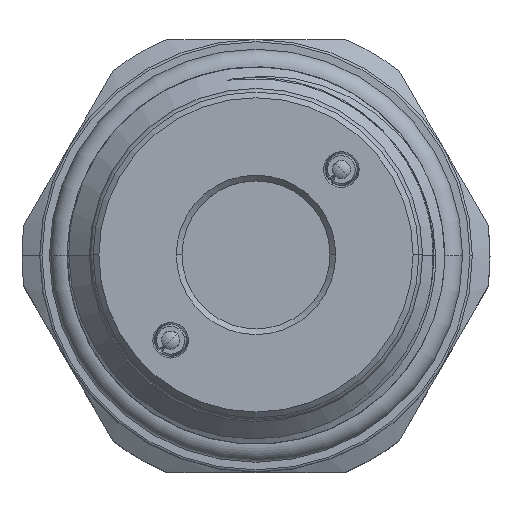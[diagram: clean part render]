
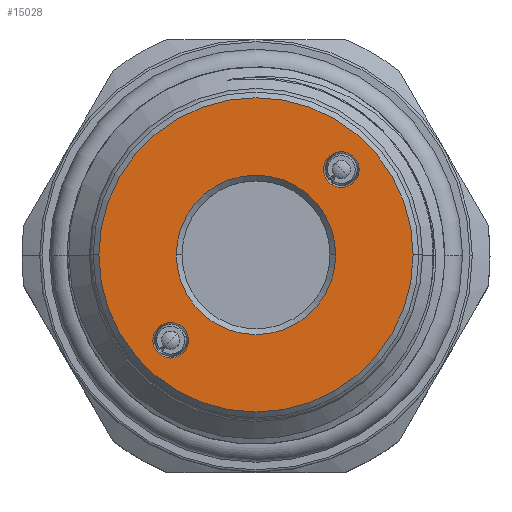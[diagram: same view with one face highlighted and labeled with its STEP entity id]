
A CAD part, top view. The second image highlights one B-rep face of the part: STEP entity #15028.
In plain terms, the highlighted planar face has unit normal (0, 0, 1).
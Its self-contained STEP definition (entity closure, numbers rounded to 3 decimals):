
#19 = CIRCLE ( 'NONE', #6851, 1.561 ) ;
#296 = DIRECTION ( 'NONE',  ( 0., 0., -1. ) ) ;
#389 = DIRECTION ( 'NONE',  ( 0., -1., 0. ) ) ;
#599 = ORIENTED_EDGE ( 'NONE', *, *, #11132, .T. ) ;
#777 = EDGE_CURVE ( 'NONE', #8472, #16985, #11068, .T. ) ;
#879 = CARTESIAN_POINT ( 'NONE',  ( -7.495, -5.935, 0. ) ) ;
#1053 = VERTEX_POINT ( 'NONE', #4482 ) ;
#1438 = VERTEX_POINT ( 'NONE', #10696 ) ;
#1522 = CARTESIAN_POINT ( 'NONE',  ( 0., 0., 0. ) ) ;
#1539 = FACE_BOUND ( 'NONE', #6498, .T. ) ;
#1719 = AXIS2_PLACEMENT_3D ( 'NONE', #16030, #10642, #7901 ) ;
#1942 = CARTESIAN_POINT ( 'NONE',  ( 7.495, 7.495, 0. ) ) ;
#2160 = DIRECTION ( 'NONE',  ( 0., 1., 0. ) ) ;
#2466 = CARTESIAN_POINT ( 'NONE',  ( -7., 0., 0. ) ) ;
#2620 = ORIENTED_EDGE ( 'NONE', *, *, #4779, .T. ) ;
#2947 = CARTESIAN_POINT ( 'NONE',  ( 0., 0., 0. ) ) ;
#3741 = EDGE_CURVE ( 'NONE', #8913, #12261, #9495, .T. ) ;
#4458 = DIRECTION ( 'NONE',  ( 0., 0., -1. ) ) ;
#4482 = CARTESIAN_POINT ( 'NONE',  ( -7.495, -9.056, 0. ) ) ;
#4779 = EDGE_CURVE ( 'NONE', #1053, #9496, #19, .T. ) ;
#4863 = ORIENTED_EDGE ( 'NONE', *, *, #7965, .T. ) ;
#4923 = EDGE_CURVE ( 'NONE', #5832, #1438, #17165, .T. ) ;
#5394 = CARTESIAN_POINT ( 'NONE',  ( 7., 0., 0. ) ) ;
#5529 = FACE_OUTER_BOUND ( 'NONE', #10557, .T. ) ;
#5804 = AXIS2_PLACEMENT_3D ( 'NONE', #10914, #296, #8292 ) ;
#5832 = VERTEX_POINT ( 'NONE', #8983 ) ;
#6135 = DIRECTION ( 'NONE',  ( 1., 0., 0. ) ) ;
#6387 = AXIS2_PLACEMENT_3D ( 'NONE', #14461, #15757, #2160 ) ;
#6498 = EDGE_LOOP ( 'NONE', ( #16719, #14600 ) ) ;
#6544 = AXIS2_PLACEMENT_3D ( 'NONE', #1942, #15387, #12851 ) ;
#6851 = AXIS2_PLACEMENT_3D ( 'NONE', #15243, #4458, #389 ) ;
#6870 = AXIS2_PLACEMENT_3D ( 'NONE', #13911, #12770, #15470 ) ;
#7453 = EDGE_CURVE ( 'NONE', #1438, #5832, #8615, .T. ) ;
#7471 = EDGE_LOOP ( 'NONE', ( #13855, #4863 ) ) ;
#7901 = DIRECTION ( 'NONE',  ( 1., 0., 0. ) ) ;
#7965 = EDGE_CURVE ( 'NONE', #16985, #8472, #15613, .T. ) ;
#8292 = DIRECTION ( 'NONE',  ( 0., -1., 0. ) ) ;
#8472 = VERTEX_POINT ( 'NONE', #5394 ) ;
#8615 = CIRCLE ( 'NONE', #6870, 13.8 ) ;
#8898 = FACE_BOUND ( 'NONE', #7471, .T. ) ;
#8913 = VERTEX_POINT ( 'NONE', #9527 ) ;
#8975 = CIRCLE ( 'NONE', #5804, 1.561 ) ;
#8983 = CARTESIAN_POINT ( 'NONE',  ( 13.8, 0., 0. ) ) ;
#9495 = CIRCLE ( 'NONE', #6387, 1.561 ) ;
#9496 = VERTEX_POINT ( 'NONE', #879 ) ;
#9527 = CARTESIAN_POINT ( 'NONE',  ( 7.495, 9.056, 0. ) ) ;
#9711 = CARTESIAN_POINT ( 'NONE',  ( 7.495, 5.935, 0. ) ) ;
#9753 = FACE_BOUND ( 'NONE', #12284, .T. ) ;
#10219 = DIRECTION ( 'NONE',  ( 0., 0., 1. ) ) ;
#10493 = AXIS2_PLACEMENT_3D ( 'NONE', #13036, #10219, #6135 ) ;
#10557 = EDGE_LOOP ( 'NONE', ( #11791, #13487 ) ) ;
#10642 = DIRECTION ( 'NONE',  ( 0., 0., 1. ) ) ;
#10696 = CARTESIAN_POINT ( 'NONE',  ( -13.8, 0., 0. ) ) ;
#10914 = CARTESIAN_POINT ( 'NONE',  ( -7.495, -7.495, 0. ) ) ;
#10986 = DIRECTION ( 'NONE',  ( 1., 0., 0. ) ) ;
#11068 = CIRCLE ( 'NONE', #11168, 7. ) ;
#11132 = EDGE_CURVE ( 'NONE', #9496, #1053, #8975, .T. ) ;
#11168 = AXIS2_PLACEMENT_3D ( 'NONE', #2947, #15142, #10986 ) ;
#11708 = CIRCLE ( 'NONE', #6544, 1.561 ) ;
#11791 = ORIENTED_EDGE ( 'NONE', *, *, #7453, .T. ) ;
#12261 = VERTEX_POINT ( 'NONE', #9711 ) ;
#12284 = EDGE_LOOP ( 'NONE', ( #599, #2620 ) ) ;
#12770 = DIRECTION ( 'NONE',  ( 0., 0., 1. ) ) ;
#12851 = DIRECTION ( 'NONE',  ( 0., 1., 0. ) ) ;
#13036 = CARTESIAN_POINT ( 'NONE',  ( 0., 0., 0. ) ) ;
#13487 = ORIENTED_EDGE ( 'NONE', *, *, #4923, .T. ) ;
#13519 = DIRECTION ( 'NONE',  ( 1., 0., 0. ) ) ;
#13855 = ORIENTED_EDGE ( 'NONE', *, *, #777, .T. ) ;
#13911 = CARTESIAN_POINT ( 'NONE',  ( 0., 0., 0. ) ) ;
#14231 = EDGE_CURVE ( 'NONE', #12261, #8913, #11708, .T. ) ;
#14461 = CARTESIAN_POINT ( 'NONE',  ( 7.495, 7.495, 0. ) ) ;
#14600 = ORIENTED_EDGE ( 'NONE', *, *, #3741, .T. ) ;
#15028 = ADVANCED_FACE ( 'NONE', ( #1539, #8898, #5529, #9753 ), #17471, .T. ) ;
#15142 = DIRECTION ( 'NONE',  ( 0., 0., -1. ) ) ;
#15243 = CARTESIAN_POINT ( 'NONE',  ( -7.495, -7.495, 0. ) ) ;
#15387 = DIRECTION ( 'NONE',  ( 0., 0., -1. ) ) ;
#15470 = DIRECTION ( 'NONE',  ( 1., 0., 0. ) ) ;
#15613 = CIRCLE ( 'NONE', #17465, 7. ) ;
#15757 = DIRECTION ( 'NONE',  ( 0., 0., -1. ) ) ;
#16030 = CARTESIAN_POINT ( 'NONE',  ( 0., 0., 0. ) ) ;
#16299 = DIRECTION ( 'NONE',  ( 0., 0., -1. ) ) ;
#16719 = ORIENTED_EDGE ( 'NONE', *, *, #14231, .T. ) ;
#16985 = VERTEX_POINT ( 'NONE', #2466 ) ;
#17165 = CIRCLE ( 'NONE', #10493, 13.8 ) ;
#17465 = AXIS2_PLACEMENT_3D ( 'NONE', #1522, #16299, #13519 ) ;
#17471 = PLANE ( 'NONE',  #1719 ) ;
